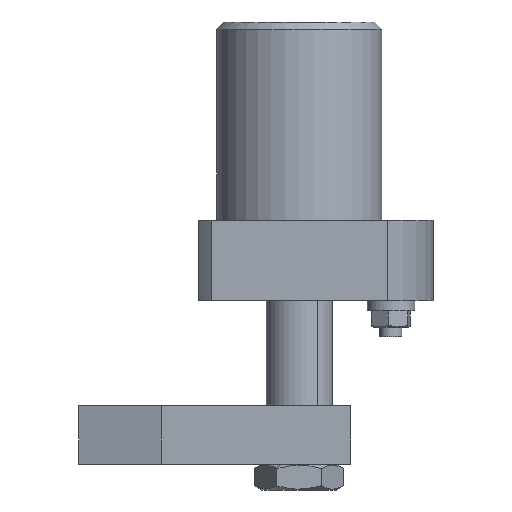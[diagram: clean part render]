
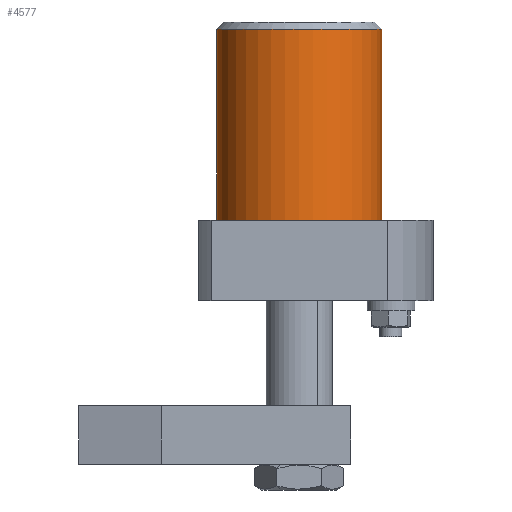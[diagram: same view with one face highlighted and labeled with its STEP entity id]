
A CAD part, front view. The second image highlights one B-rep face of the part: STEP entity #4577.
In plain terms, the highlighted cylindrical face has radius 22.5 mm (diameter 45 mm), a partial arc.
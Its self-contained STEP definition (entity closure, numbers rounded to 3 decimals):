
#143 = AXIS2_PLACEMENT_3D ( 'NONE', #2442, #2441, #2438 ) ;
#596 = CARTESIAN_POINT ( 'NONE',  ( -22.5, 0., 22. ) ) ;
#639 = CARTESIAN_POINT ( 'NONE',  ( 22.5, 0., 22. ) ) ;
#648 = CARTESIAN_POINT ( 'NONE',  ( -22.5, 0., 74. ) ) ;
#1790 = ORIENTED_EDGE ( 'NONE', *, *, #3669, .T. ) ;
#1814 = ORIENTED_EDGE ( 'NONE', *, *, #3604, .T. ) ;
#1817 = ORIENTED_EDGE ( 'NONE', *, *, #3637, .T. ) ;
#1822 = ORIENTED_EDGE ( 'NONE', *, *, #3602, .F. ) ;
#2006 = FACE_OUTER_BOUND ( 'NONE', #6331, .T. ) ;
#2011 = CYLINDRICAL_SURFACE ( 'NONE', #143, 22.5 ) ;
#2438 = DIRECTION ( 'NONE',  ( -1., 0., 0. ) ) ;
#2441 = DIRECTION ( 'NONE',  ( 0., 0., -1. ) ) ;
#2442 = CARTESIAN_POINT ( 'NONE',  ( 0., 0., 76. ) ) ;
#2672 = CARTESIAN_POINT ( 'NONE',  ( 22.5, 0., 74. ) ) ;
#3602 = EDGE_CURVE ( 'NONE', #5717, #6486, #5619, .T. ) ;
#3604 = EDGE_CURVE ( 'NONE', #6495, #5774, #5624, .T. ) ;
#3637 = EDGE_CURVE ( 'NONE', #5774, #6486, #5672, .T. ) ;
#3669 = EDGE_CURVE ( 'NONE', #5717, #6495, #4663, .T. ) ;
#4577 = ADVANCED_FACE ( 'NONE', ( #2006 ), #2011, .T. ) ;
#4663 = CIRCLE ( 'NONE', #6812, 22.5 ) ;
#5088 = DIRECTION ( 'NONE',  ( 0., 0., -1. ) ) ;
#5089 = CARTESIAN_POINT ( 'NONE',  ( 22.5, 0., 76. ) ) ;
#5094 = CARTESIAN_POINT ( 'NONE',  ( -22.5, 0., 76. ) ) ;
#5095 = DIRECTION ( 'NONE',  ( 0., 0., -1. ) ) ;
#5212 = CARTESIAN_POINT ( 'NONE',  ( 0., 0., 22. ) ) ;
#5213 = DIRECTION ( 'NONE',  ( 0., 0., 1. ) ) ;
#5214 = DIRECTION ( 'NONE',  ( 1., 0., 0. ) ) ;
#5360 = CARTESIAN_POINT ( 'NONE',  ( 0., 0., 74. ) ) ;
#5361 = DIRECTION ( 'NONE',  ( 0., 0., -1. ) ) ;
#5362 = DIRECTION ( 'NONE',  ( 1., 0., 0. ) ) ;
#5619 = LINE ( 'NONE', #5089, #5623 ) ;
#5623 = VECTOR ( 'NONE', #5095, 1000. ) ;
#5624 = LINE ( 'NONE', #5094, #5626 ) ;
#5626 = VECTOR ( 'NONE', #5088, 1000. ) ;
#5672 = CIRCLE ( 'NONE', #6802, 22.5 ) ;
#5717 = VERTEX_POINT ( 'NONE', #2672 ) ;
#5774 = VERTEX_POINT ( 'NONE', #596 ) ;
#6331 = EDGE_LOOP ( 'NONE', ( #1822, #1790, #1814, #1817 ) ) ;
#6486 = VERTEX_POINT ( 'NONE', #639 ) ;
#6495 = VERTEX_POINT ( 'NONE', #648 ) ;
#6802 = AXIS2_PLACEMENT_3D ( 'NONE', #5212, #5213, #5214 ) ;
#6812 = AXIS2_PLACEMENT_3D ( 'NONE', #5360, #5361, #5362 ) ;
